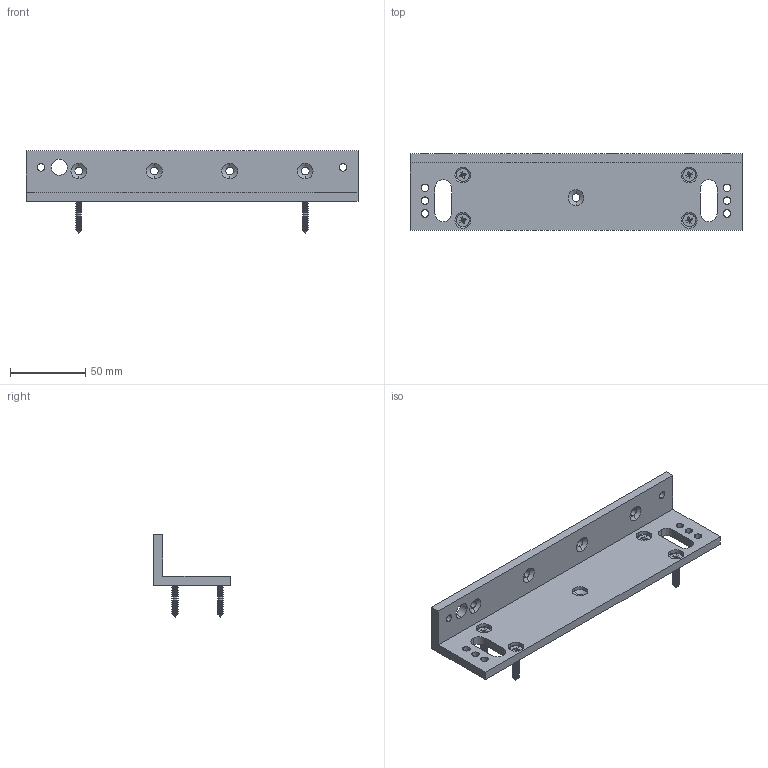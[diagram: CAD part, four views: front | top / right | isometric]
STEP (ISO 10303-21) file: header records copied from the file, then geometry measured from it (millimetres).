
FILE_DESCRIPTION (( 'STEP AP214' ), '1' );
FILE_NAME ('EXT400L.step', '2021-07-29T14:17:40', ( '' ), ( '' ), 'SwSTEP 2.0', 'SolidWorks 2020', '' );
FILE_SCHEMA (( 'AUTOMOTIVE_DESIGN' ));
Length unit declared in the file: millimetre
Products named in the file (6): Tapping screw DIN 7982-ST4.2x25-C-H-S-4; Tapping screw DIN 7982-ST4.2x25-C-H-S-2; Tapping screw DIN 7982-ST4.2x25-C-H-S-3; Tapping screw DIN 7982-ST4.2x25-C-H-S-1; EXT400L; MP0379-L BRACKET-1
Assembly tree (5 placements, depth 2):
  EXT400L
    MP0379-L BRACKET-1
    Tapping screw DIN 7982-ST4.2x25-C-H-S-2
    Tapping screw DIN 7982-ST4.2x25-C-H-S-1
    Tapping screw DIN 7982-ST4.2x25-C-H-S-3
    Tapping screw DIN 7982-ST4.2x25-C-H-S-4
Bounding box: 220 x 50.5 x 54.72 mm (x, y, z)
Volume: 96795.9 mm3; surface area: 40531.1 mm2
Topology: 5 solids, 5 shells, 546 faces, 1196 edges, 656 vertices
Faces by surface type: cone 274, cylinder 188, plane 68, bspline 16
Entity records: 15254 total; most frequent: DIRECTION 2736, CARTESIAN_POINT 2734, ORIENTED_EDGE 2376, EDGE_CURVE 1188, AXIS2_PLACEMENT_3D 1042, VERTEX_POINT 656, LINE 652, VECTOR 652
